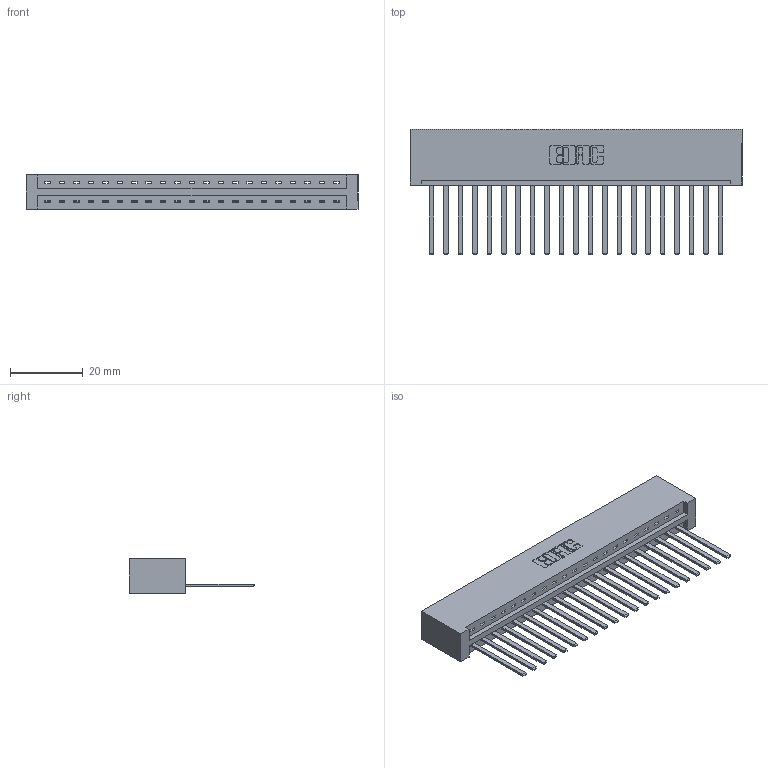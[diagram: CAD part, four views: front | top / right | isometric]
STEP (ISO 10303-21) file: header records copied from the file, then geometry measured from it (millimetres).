
FILE_DESCRIPTION (( 'STEP AP203' ), '1' );
FILE_NAME ('387-021-544-101.STEP', '2018-09-14T02:21:42', ( '' ), ( '' ), 'SwSTEP 2.0', 'SolidWorks 2016', '' );
FILE_SCHEMA (( 'CONFIG_CONTROL_DESIGN' ));
Length unit declared in the file: inch
Products named in the file (3): 345-292-001_345-293-144; 387-021-544-101; 337 Part_No Mounting Lugs
Assembly tree (22 placements, depth 2):
  387-021-544-101
    337 Part_No Mounting Lugs
    345-292-001_345-293-144  x21
Bounding box: 91.08 x 34.3 x 9.4 mm (x, y, z)
Volume: 10185.8 mm3; surface area: 11190.5 mm2
Topology: 22 solids, 22 shells, 1282 faces, 3857 edges, 2542 vertices
Faces by surface type: plane 948, cylinder 334
Entity records: 17865 total; most frequent: CARTESIAN_POINT 3117, ORIENTED_EDGE 3074, DIRECTION 2655, EDGE_CURVE 1537, VECTOR 1421, LINE 1421, VERTEX_POINT 1022, AXIS2_PLACEMENT_3D 617
